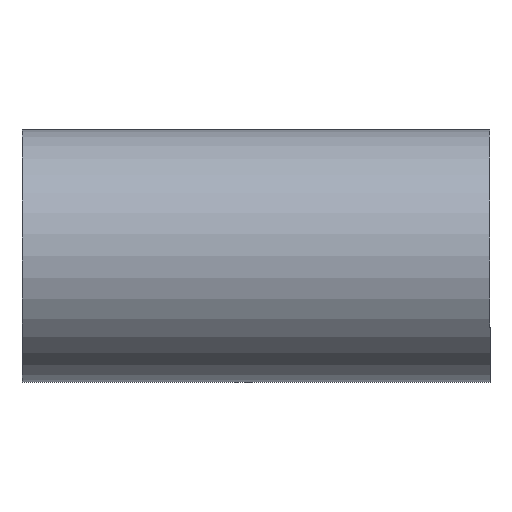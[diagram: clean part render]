
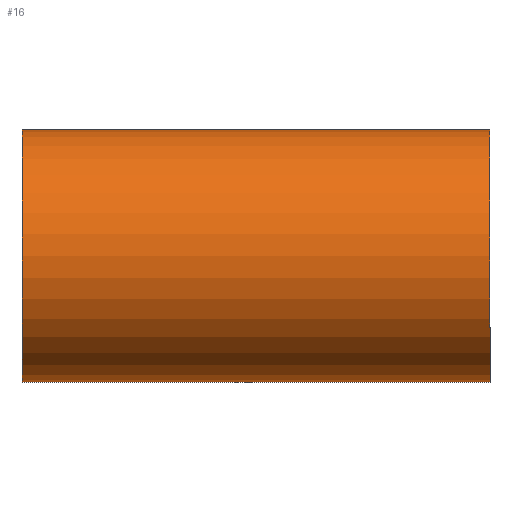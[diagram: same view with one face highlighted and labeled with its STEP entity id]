
A CAD part, top view. The second image highlights one B-rep face of the part: STEP entity #16.
In plain terms, the highlighted cylindrical face has radius 19.844 mm (diameter 39.688 mm), a partial arc.
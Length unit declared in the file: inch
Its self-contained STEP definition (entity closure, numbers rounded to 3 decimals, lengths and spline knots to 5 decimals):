
#8 = CARTESIAN_POINT ( 'NONE',  ( 0., 0.78125, 0. ) ) ;
#13 = DIRECTION ( 'NONE',  ( 1., 0., 0. ) ) ;
#16 = ADVANCED_FACE ( 'NONE', ( #223 ), #63, .T. ) ;
#20 = EDGE_CURVE ( 'NONE', #386, #548, #50, .T. ) ;
#29 = ORIENTED_EDGE ( 'NONE', *, *, #20, .T. ) ;
#50 = CIRCLE ( 'NONE', #56, 0.78125 ) ;
#56 = AXIS2_PLACEMENT_3D ( 'NONE', #475, #13, #117 ) ;
#63 = CYLINDRICAL_SURFACE ( 'NONE', #633, 0.78125 ) ;
#82 = EDGE_CURVE ( 'NONE', #412, #488, #134, .T. ) ;
#112 = DIRECTION ( 'NONE',  ( 1., 0., 0. ) ) ;
#115 = EDGE_CURVE ( 'NONE', #548, #488, #575, .T. ) ;
#117 = DIRECTION ( 'NONE',  ( 0., 1., 0. ) ) ;
#126 = CARTESIAN_POINT ( 'NONE',  ( 0., 0., 0. ) ) ;
#134 = CIRCLE ( 'NONE', #331, 0.78125 ) ;
#158 = CARTESIAN_POINT ( 'NONE',  ( 0., 0.78125, 0. ) ) ;
#161 = DIRECTION ( 'NONE',  ( 1., 0., 0. ) ) ;
#172 = CARTESIAN_POINT ( 'NONE',  ( 0., -0.78125, 0. ) ) ;
#179 = ORIENTED_EDGE ( 'NONE', *, *, #115, .T. ) ;
#223 = FACE_OUTER_BOUND ( 'NONE', #244, .T. ) ;
#228 = CARTESIAN_POINT ( 'NONE',  ( 0., -0.78125, 0. ) ) ;
#244 = EDGE_LOOP ( 'NONE', ( #29, #179, #464, #534 ) ) ;
#259 = EDGE_CURVE ( 'NONE', #386, #412, #662, .T. ) ;
#297 = DIRECTION ( 'NONE',  ( 1., 0., 0. ) ) ;
#310 = DIRECTION ( 'NONE',  ( 1., 0., 0. ) ) ;
#331 = AXIS2_PLACEMENT_3D ( 'NONE', #629, #161, #635 ) ;
#386 = VERTEX_POINT ( 'NONE', #515 ) ;
#412 = VERTEX_POINT ( 'NONE', #8 ) ;
#464 = ORIENTED_EDGE ( 'NONE', *, *, #82, .F. ) ;
#475 = CARTESIAN_POINT ( 'NONE',  ( -2.8937, 0., 0. ) ) ;
#488 = VERTEX_POINT ( 'NONE', #172 ) ;
#515 = CARTESIAN_POINT ( 'NONE',  ( -2.8937, 0.78125, 0. ) ) ;
#524 = DIRECTION ( 'NONE',  ( 0., 1., 0. ) ) ;
#534 = ORIENTED_EDGE ( 'NONE', *, *, #259, .F. ) ;
#548 = VERTEX_POINT ( 'NONE', #591 ) ;
#572 = VECTOR ( 'NONE', #297, 39.37008 ) ;
#575 = LINE ( 'NONE', #228, #572 ) ;
#591 = CARTESIAN_POINT ( 'NONE',  ( -2.8937, -0.78125, 0. ) ) ;
#599 = VECTOR ( 'NONE', #310, 39.37008 ) ;
#629 = CARTESIAN_POINT ( 'NONE',  ( 0., 0., 0. ) ) ;
#633 = AXIS2_PLACEMENT_3D ( 'NONE', #126, #112, #524 ) ;
#635 = DIRECTION ( 'NONE',  ( 0., 1., 0. ) ) ;
#662 = LINE ( 'NONE', #158, #599 ) ;
